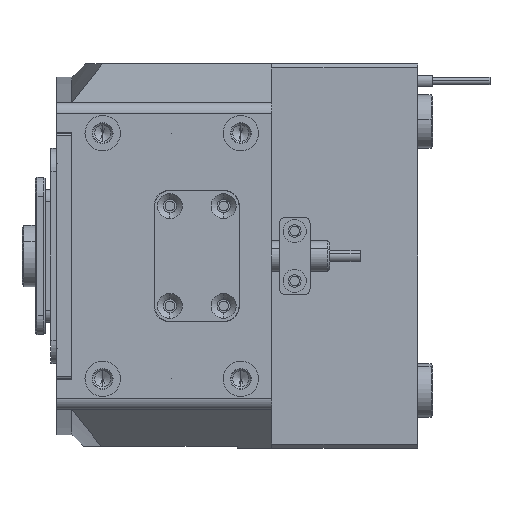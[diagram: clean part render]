
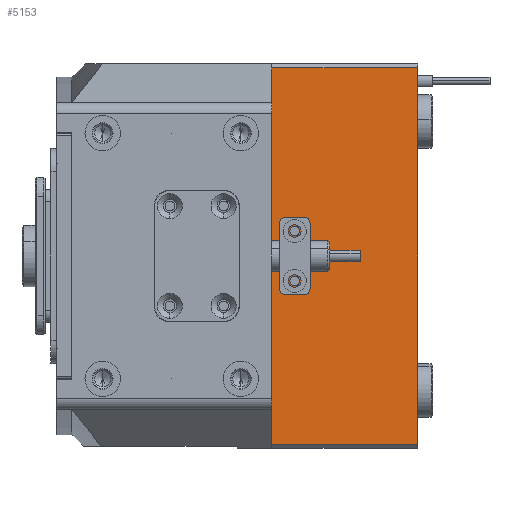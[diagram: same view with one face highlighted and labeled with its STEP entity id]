
A CAD part, left-side view. The second image highlights one B-rep face of the part: STEP entity #5153.
In plain terms, the highlighted planar face has unit normal (-1, 0, 0).
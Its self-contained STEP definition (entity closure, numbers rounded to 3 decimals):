
#69 = LINE ( 'NONE', #16914, #40296 ) ;
#425 = ORIENTED_EDGE ( 'NONE', *, *, #30323, .T. ) ;
#1070 = AXIS2_PLACEMENT_3D ( 'NONE', #48964, #40470, #24984 ) ;
#2665 = VECTOR ( 'NONE', #21777, 1000. ) ;
#2809 = CARTESIAN_POINT ( 'NONE',  ( -78., -53.5, 49. ) ) ;
#3532 = FACE_OUTER_BOUND ( 'NONE', #19552, .T. ) ;
#4024 = AXIS2_PLACEMENT_3D ( 'NONE', #32564, #17083, #9309 ) ;
#4751 = VERTEX_POINT ( 'NONE', #35638 ) ;
#5153 = ADVANCED_FACE ( 'NONE', ( #7824, #41935, #3532 ), #31606, .F. ) ;
#6470 = CARTESIAN_POINT ( 'NONE',  ( -78., -53.5, -49. ) ) ;
#7383 = VERTEX_POINT ( 'NONE', #6470 ) ;
#7606 = LINE ( 'NONE', #2809, #2665 ) ;
#7824 = FACE_BOUND ( 'NONE', #36358, .T. ) ;
#8618 = VERTEX_POINT ( 'NONE', #41877 ) ;
#8885 = EDGE_CURVE ( 'NONE', #21512, #35901, #7606, .T. ) ;
#8997 = DIRECTION ( 'NONE',  ( 0., 0., -1. ) ) ;
#9309 = DIRECTION ( 'NONE',  ( 0., 0., 1. ) ) ;
#9651 = CARTESIAN_POINT ( 'NONE',  ( -78., -15.5, 49. ) ) ;
#10455 = LINE ( 'NONE', #17822, #30512 ) ;
#11815 = CIRCLE ( 'NONE', #1070, 1.25 ) ;
#12318 = VERTEX_POINT ( 'NONE', #47229 ) ;
#12526 = ORIENTED_EDGE ( 'NONE', *, *, #8885, .T. ) ;
#13370 = CIRCLE ( 'NONE', #36065, 1.25 ) ;
#13865 = ORIENTED_EDGE ( 'NONE', *, *, #19300, .F. ) ;
#16593 = DIRECTION ( 'NONE',  ( 0., -1., 0. ) ) ;
#16914 = CARTESIAN_POINT ( 'NONE',  ( -78., -53.5, -49. ) ) ;
#17083 = DIRECTION ( 'NONE',  ( -1., 0., 0. ) ) ;
#17822 = CARTESIAN_POINT ( 'NONE',  ( -78., -15.5, 50. ) ) ;
#17838 = CARTESIAN_POINT ( 'NONE',  ( -78., -53.5, 50. ) ) ;
#17875 = EDGE_CURVE ( 'NONE', #43229, #7383, #69, .T. ) ;
#17906 = ORIENTED_EDGE ( 'NONE', *, *, #17945, .F. ) ;
#17945 = EDGE_CURVE ( 'NONE', #8618, #31277, #46413, .T. ) ;
#19300 = EDGE_CURVE ( 'NONE', #4751, #12318, #13370, .T. ) ;
#19552 = EDGE_LOOP ( 'NONE', ( #425, #40263, #20246, #12526 ) ) ;
#20246 = ORIENTED_EDGE ( 'NONE', *, *, #42708, .F. ) ;
#20295 = DIRECTION ( 'NONE',  ( 0., 0., 1. ) ) ;
#20955 = DIRECTION ( 'NONE',  ( -1., 0., 0. ) ) ;
#21230 = AXIS2_PLACEMENT_3D ( 'NONE', #47372, #31760, #47701 ) ;
#21512 = VERTEX_POINT ( 'NONE', #38004 ) ;
#21761 = DIRECTION ( 'NONE',  ( 0., 0., -1. ) ) ;
#21777 = DIRECTION ( 'NONE',  ( 0., 1., 0. ) ) ;
#21911 = DIRECTION ( 'NONE',  ( 0., 0., -1. ) ) ;
#22868 = VECTOR ( 'NONE', #21761, 1000. ) ;
#24444 = CARTESIAN_POINT ( 'NONE',  ( -78., -53.5, 50. ) ) ;
#24791 = EDGE_CURVE ( 'NONE', #31277, #8618, #39145, .T. ) ;
#24984 = DIRECTION ( 'NONE',  ( 0., 0., 1. ) ) ;
#26216 = ORIENTED_EDGE ( 'NONE', *, *, #24791, .F. ) ;
#28428 = ORIENTED_EDGE ( 'NONE', *, *, #35382, .F. ) ;
#30323 = EDGE_CURVE ( 'NONE', #35901, #43229, #10455, .T. ) ;
#30512 = VECTOR ( 'NONE', #21911, 1000. ) ;
#31203 = CARTESIAN_POINT ( 'NONE',  ( -78., -15.5, -49. ) ) ;
#31277 = VERTEX_POINT ( 'NONE', #39799 ) ;
#31606 = PLANE ( 'NONE',  #37931 ) ;
#31760 = DIRECTION ( 'NONE',  ( -1., 0., 0. ) ) ;
#32564 = CARTESIAN_POINT ( 'NONE',  ( -78., -21.5, -6.5 ) ) ;
#33200 = LINE ( 'NONE', #17838, #22868 ) ;
#35382 = EDGE_CURVE ( 'NONE', #12318, #4751, #11815, .T. ) ;
#35638 = CARTESIAN_POINT ( 'NONE',  ( -78., -21.5, 5.25 ) ) ;
#35901 = VERTEX_POINT ( 'NONE', #9651 ) ;
#36065 = AXIS2_PLACEMENT_3D ( 'NONE', #44240, #20955, #20295 ) ;
#36358 = EDGE_LOOP ( 'NONE', ( #26216, #17906 ) ) ;
#37931 = AXIS2_PLACEMENT_3D ( 'NONE', #24444, #43683, #8997 ) ;
#38004 = CARTESIAN_POINT ( 'NONE',  ( -78., -53.5, 49. ) ) ;
#39145 = CIRCLE ( 'NONE', #21230, 1.25 ) ;
#39799 = CARTESIAN_POINT ( 'NONE',  ( -78., -21.5, -5.25 ) ) ;
#40263 = ORIENTED_EDGE ( 'NONE', *, *, #17875, .T. ) ;
#40296 = VECTOR ( 'NONE', #16593, 1000. ) ;
#40470 = DIRECTION ( 'NONE',  ( -1., 0., 0. ) ) ;
#41877 = CARTESIAN_POINT ( 'NONE',  ( -78., -21.5, -7.75 ) ) ;
#41935 = FACE_BOUND ( 'NONE', #42130, .T. ) ;
#42130 = EDGE_LOOP ( 'NONE', ( #28428, #13865 ) ) ;
#42708 = EDGE_CURVE ( 'NONE', #21512, #7383, #33200, .T. ) ;
#43229 = VERTEX_POINT ( 'NONE', #31203 ) ;
#43683 = DIRECTION ( 'NONE',  ( 1., 0., 0. ) ) ;
#44240 = CARTESIAN_POINT ( 'NONE',  ( -78., -21.5, 6.5 ) ) ;
#46413 = CIRCLE ( 'NONE', #4024, 1.25 ) ;
#47229 = CARTESIAN_POINT ( 'NONE',  ( -78., -21.5, 7.75 ) ) ;
#47372 = CARTESIAN_POINT ( 'NONE',  ( -78., -21.5, -6.5 ) ) ;
#47701 = DIRECTION ( 'NONE',  ( 0., 0., 1. ) ) ;
#48964 = CARTESIAN_POINT ( 'NONE',  ( -78., -21.5, 6.5 ) ) ;
